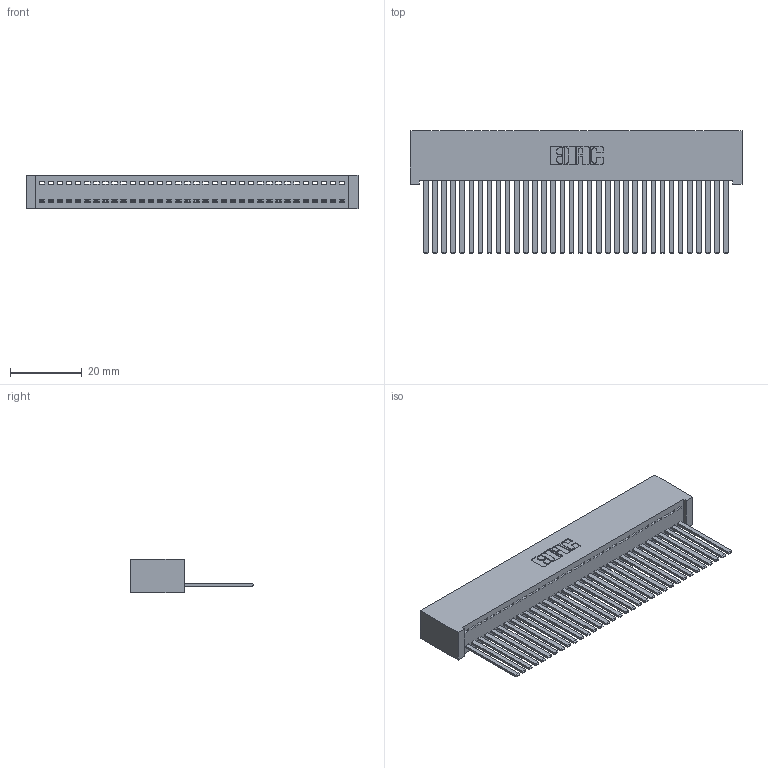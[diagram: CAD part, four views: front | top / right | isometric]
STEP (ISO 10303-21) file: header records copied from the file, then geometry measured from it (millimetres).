
FILE_DESCRIPTION (( 'STEP AP203' ), '1' );
FILE_NAME ('392-034-544-101.STEP', '2019-10-07T16:03:39', ( '' ), ( '' ), 'SwSTEP 2.0', 'SolidWorks 2016', '' );
FILE_SCHEMA (( 'CONFIG_CONTROL_DESIGN' ));
Length unit declared in the file: inch
Products named in the file (3): 342 Part_Lugless; 345-292-001_345-293-144; 392-034-544-101
Assembly tree (35 placements, depth 2):
  392-034-544-101
    342 Part_Lugless
    345-292-001_345-293-144  x34
Bounding box: 92.61 x 34.3 x 9.4 mm (x, y, z)
Volume: 8893.2 mm3; surface area: 14353.8 mm2
Topology: 35 solids, 35 shells, 1870 faces, 5647 edges, 3718 vertices
Faces by surface type: plane 1354, cylinder 516
Entity records: 21227 total; most frequent: CARTESIAN_POINT 3668, ORIENTED_EDGE 3638, DIRECTION 3099, EDGE_CURVE 1819, VECTOR 1703, LINE 1703, VERTEX_POINT 1210, AXIS2_PLACEMENT_3D 698
